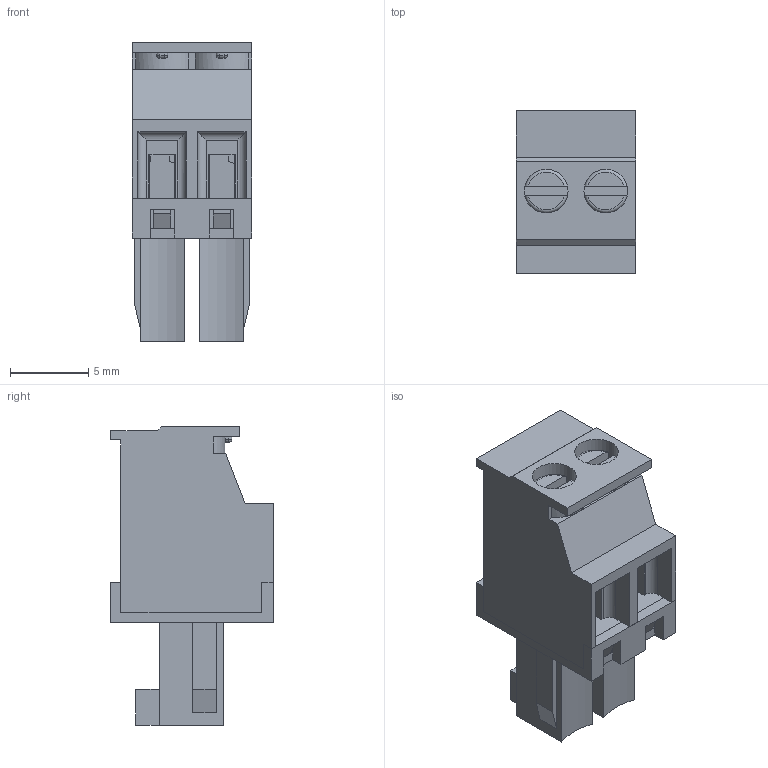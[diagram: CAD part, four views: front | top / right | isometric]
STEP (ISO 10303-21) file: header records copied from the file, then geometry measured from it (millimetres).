
FILE_DESCRIPTION( ( 'Unknown' ), '1' );
FILE_NAME( '691366310002.stp', 'Unknown', ( 'Quentin LAIDEBEUR' ), ( 'WE' ), 'PSStep 15.0.49', 'Sample-box', ' ' );
FILE_SCHEMA( ( 'AUTOMOTIVE_DESIGN { 1 0 10303 214 1 1 1 1 }' ) );
Length unit declared in the file: millimetre
Products named in the file (6): Assem1; 691361300002; 6913663100xx_VISSE; 6913663100xx_CAGE; 6913663100xx; 691361300002_CAPOT
Assembly tree (8 placements, depth 2):
  Assem1
    691361300002
    6913663100xx_VISSE  x2
    6913663100xx_CAGE  x2
    6913663100xx  x2
    691361300002_CAPOT
Bounding box: 7.62 x 10.4 x 19.1 mm (x, y, z)
Volume: 655.1 mm3; surface area: 2299.8 mm2
Topology: 8 solids, 8 shells, 450 faces, 1232 edges, 794 vertices
Faces by surface type: plane 344, cylinder 92, torus 6, sphere 4, cone 4
Full cylindrical faces by diameter (mm): 1.2 x2, 1.75 x2, 1.9 x4, 2.8 x4
Entity records: 13784 total; most frequent: CARTESIAN_POINT 2052, ORIENTED_EDGE 1872, DIRECTION 1750, EDGE_CURVE 936, LINE 798, VECTOR 798, VERTEX_POINT 612, AXIS2_PLACEMENT_3D 476
